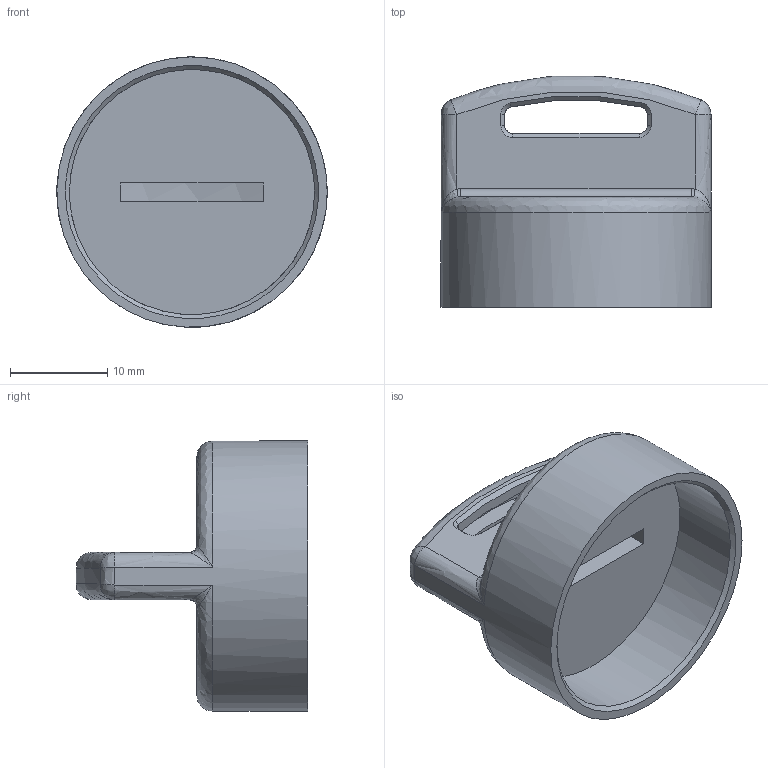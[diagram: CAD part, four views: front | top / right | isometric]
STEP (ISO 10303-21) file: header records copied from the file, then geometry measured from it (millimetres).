
FILE_DESCRIPTION(('FreeCAD Model'),'2;1');
FILE_NAME('Open CASCADE Shape Model','2025-05-04T18:15:37',('FreeCAD'),( 'FreeCAD'),'Open CASCADE STEP processor 7.6','FreeCAD','Unknown');
FILE_SCHEMA(('AUTOMOTIVE_DESIGN { 1 0 10303 214 1 1 1 1 }'));
Length unit declared in the file: millimetre
Products named in the file (1): Open CASCADE STEP translator 7.6 1
Bounding box: 27.85 x 23.8 x 27.83 mm (x, y, z)
Volume: 3893.5 mm3; surface area: 3946.7 mm2
Topology: 1 solids, 1 shells, 79 faces, 189 edges, 110 vertices
Faces by surface type: bspline 79
Entity records: 2443 total; most frequent: CARTESIAN_POINT 1370, ORIENTED_EDGE 370, EDGE_CURVE 185, VERTEX_POINT 110, B_SPLINE_CURVE_WITH_KNOTS 108, FACE_BOUND 85, EDGE_LOOP 85, ADVANCED_FACE 79
